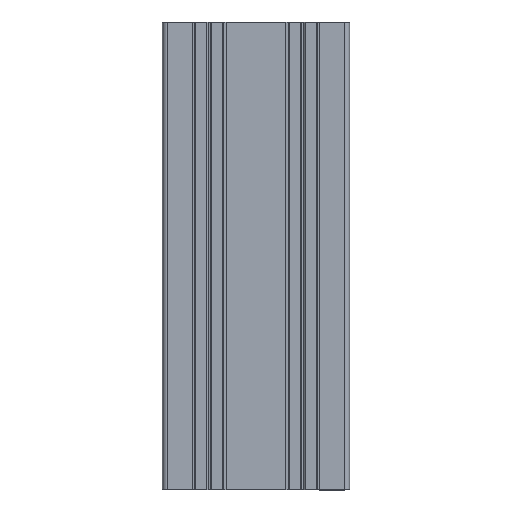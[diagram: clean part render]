
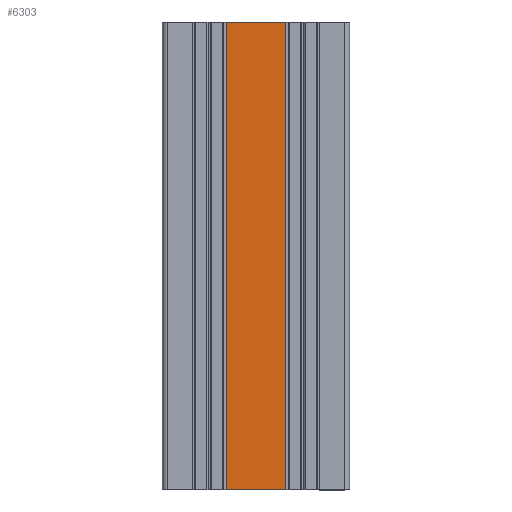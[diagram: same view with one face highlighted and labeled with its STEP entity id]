
A CAD part, top view. The second image highlights one B-rep face of the part: STEP entity #6303.
In plain terms, the highlighted planar face has unit normal (0, 0, 1).
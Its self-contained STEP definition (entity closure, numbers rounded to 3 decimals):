
#765 = DIRECTION ( 'NONE',  ( -1., 0., 0. ) ) ;
#866 = VERTEX_POINT ( 'NONE', #7239 ) ;
#1344 = AXIS2_PLACEMENT_3D ( 'NONE', #7468, #8166, #1672 ) ;
#1672 = DIRECTION ( 'NONE',  ( 1., 0., 0. ) ) ;
#1704 = VECTOR ( 'NONE', #3604, 1000. ) ;
#1874 = CARTESIAN_POINT ( 'NONE',  ( 3.6, -100., 10. ) ) ;
#2195 = CARTESIAN_POINT ( 'NONE',  ( 16.4, -100., 10. ) ) ;
#2269 = DIRECTION ( 'NONE',  ( 0., -1., 0. ) ) ;
#2315 = VERTEX_POINT ( 'NONE', #1874 ) ;
#2862 = PLANE ( 'NONE',  #1344 ) ;
#2984 = EDGE_LOOP ( 'NONE', ( #6072, #3111, #5126, #4037 ) ) ;
#3001 = VECTOR ( 'NONE', #765, 1000. ) ;
#3094 = EDGE_CURVE ( 'NONE', #8274, #2315, #3130, .T. ) ;
#3111 = ORIENTED_EDGE ( 'NONE', *, *, #4874, .T. ) ;
#3130 = LINE ( 'NONE', #4904, #6351 ) ;
#3604 = DIRECTION ( 'NONE',  ( 0., 1., 0. ) ) ;
#3818 = CARTESIAN_POINT ( 'NONE',  ( 3.6, 0., 10. ) ) ;
#4037 = ORIENTED_EDGE ( 'NONE', *, *, #3094, .T. ) ;
#4325 = VERTEX_POINT ( 'NONE', #7621 ) ;
#4457 = EDGE_CURVE ( 'NONE', #866, #8274, #5902, .T. ) ;
#4480 = FACE_OUTER_BOUND ( 'NONE', #2984, .T. ) ;
#4874 = EDGE_CURVE ( 'NONE', #4325, #866, #7117, .T. ) ;
#4904 = CARTESIAN_POINT ( 'NONE',  ( 3.6, -100., 10. ) ) ;
#5126 = ORIENTED_EDGE ( 'NONE', *, *, #4457, .T. ) ;
#5273 = EDGE_CURVE ( 'NONE', #2315, #4325, #7416, .T. ) ;
#5621 = DIRECTION ( 'NONE',  ( 1., 0., 0. ) ) ;
#5902 = LINE ( 'NONE', #7785, #3001 ) ;
#6072 = ORIENTED_EDGE ( 'NONE', *, *, #5273, .T. ) ;
#6303 = ADVANCED_FACE ( 'NONE', ( #4480 ), #2862, .T. ) ;
#6351 = VECTOR ( 'NONE', #2269, 1000. ) ;
#6618 = VECTOR ( 'NONE', #5621, 1000. ) ;
#7117 = LINE ( 'NONE', #2195, #1704 ) ;
#7239 = CARTESIAN_POINT ( 'NONE',  ( 16.4, 0., 10. ) ) ;
#7416 = LINE ( 'NONE', #7603, #6618 ) ;
#7468 = CARTESIAN_POINT ( 'NONE',  ( 0., -100., 10. ) ) ;
#7603 = CARTESIAN_POINT ( 'NONE',  ( 0., -100., 10. ) ) ;
#7621 = CARTESIAN_POINT ( 'NONE',  ( 16.4, -100., 10. ) ) ;
#7785 = CARTESIAN_POINT ( 'NONE',  ( 0., 0., 10. ) ) ;
#8166 = DIRECTION ( 'NONE',  ( 0., 0., 1. ) ) ;
#8274 = VERTEX_POINT ( 'NONE', #3818 ) ;
